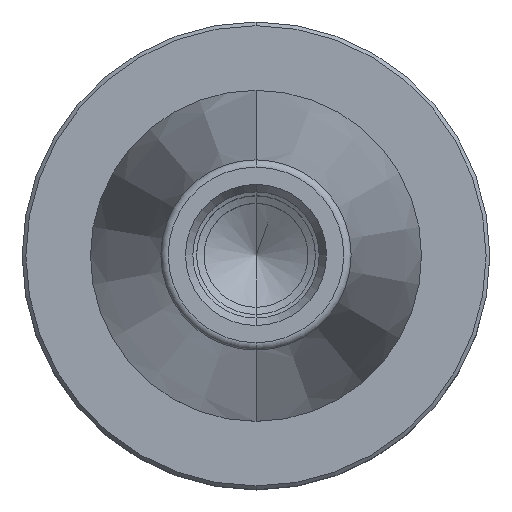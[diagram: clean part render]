
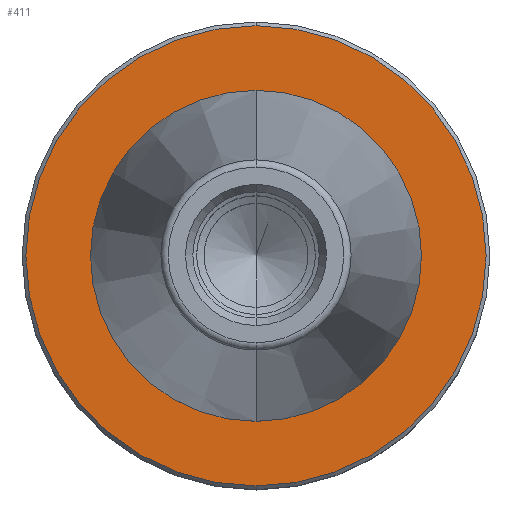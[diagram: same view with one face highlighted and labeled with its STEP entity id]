
A CAD part, top view. The second image highlights one B-rep face of the part: STEP entity #411.
In plain terms, the highlighted planar face has unit normal (0, 0, 1).
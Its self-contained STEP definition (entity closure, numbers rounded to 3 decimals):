
#309=EDGE_CURVE('',#381,#313,#854,.T.);
#313=VERTEX_POINT('',#859);
#315=VERTEX_POINT('',#861);
#381=VERTEX_POINT('',#933);
#411=ADVANCED_FACE('',(#966,#967),#968,.T.);
#595=EDGE_CURVE('',#313,#381,#1181,.T.);
#703=VERTEX_POINT('',#1304);
#735=EDGE_CURVE('',#703,#315,#1337,.T.);
#779=EDGE_CURVE('',#315,#703,#1384,.T.);
#854=CIRCLE('',#1455,31.0);
#859=CARTESIAN_POINT('',(0.,-31.0,-2.0));
#861=CARTESIAN_POINT('',(0.,-22.298,-2.0));
#933=CARTESIAN_POINT('',(0.0,31.0,-2.0));
#966=FACE_OUTER_BOUND('',#1605,.T.);
#967=FACE_BOUND('',#1606,.T.);
#968=PLANE('',#1607);
#1181=CIRCLE('',#1876,31.0);
#1304=CARTESIAN_POINT('',(0.0,22.298,-2.0));
#1337=CIRCLE('',#2079,22.298);
#1384=CIRCLE('',#2143,22.298);
#1455=AXIS2_PLACEMENT_3D('',#2242,#2243,#2244);
#1605=EDGE_LOOP('',(#2384,#2385));
#1606=EDGE_LOOP('',(#2386,#2387));
#1607=AXIS2_PLACEMENT_3D('',#2388,#2389,#2390);
#1876=AXIS2_PLACEMENT_3D('',#2703,#2704,#2705);
#2079=AXIS2_PLACEMENT_3D('',#2881,#2882,#2883);
#2143=AXIS2_PLACEMENT_3D('',#2931,#2932,#2933);
#2242=CARTESIAN_POINT('',(0.0,0.0,-2.0));
#2243=DIRECTION('',(0.0,0.0,-1.0));
#2244=DIRECTION('',(0.0,1.0,0.0));
#2384=ORIENTED_EDGE('',*,*,#309,.F.);
#2385=ORIENTED_EDGE('',*,*,#595,.F.);
#2386=ORIENTED_EDGE('',*,*,#735,.T.);
#2387=ORIENTED_EDGE('',*,*,#779,.T.);
#2388=CARTESIAN_POINT('',(0.0,26.649,-2.0));
#2389=DIRECTION('',(-0.0,0.0,1.0));
#2390=DIRECTION('',(0.0,-1.0,0.0));
#2703=CARTESIAN_POINT('',(0.0,0.0,-2.0));
#2704=DIRECTION('',(0.0,0.0,-1.0));
#2705=DIRECTION('',(0.0,1.0,0.0));
#2881=CARTESIAN_POINT('',(0.0,0.0,-2.0));
#2882=DIRECTION('',(0.0,0.0,-1.0));
#2883=DIRECTION('',(0.0,1.0,0.0));
#2931=CARTESIAN_POINT('',(0.0,0.0,-2.0));
#2932=DIRECTION('',(0.0,0.0,-1.0));
#2933=DIRECTION('',(0.0,1.0,0.0));
